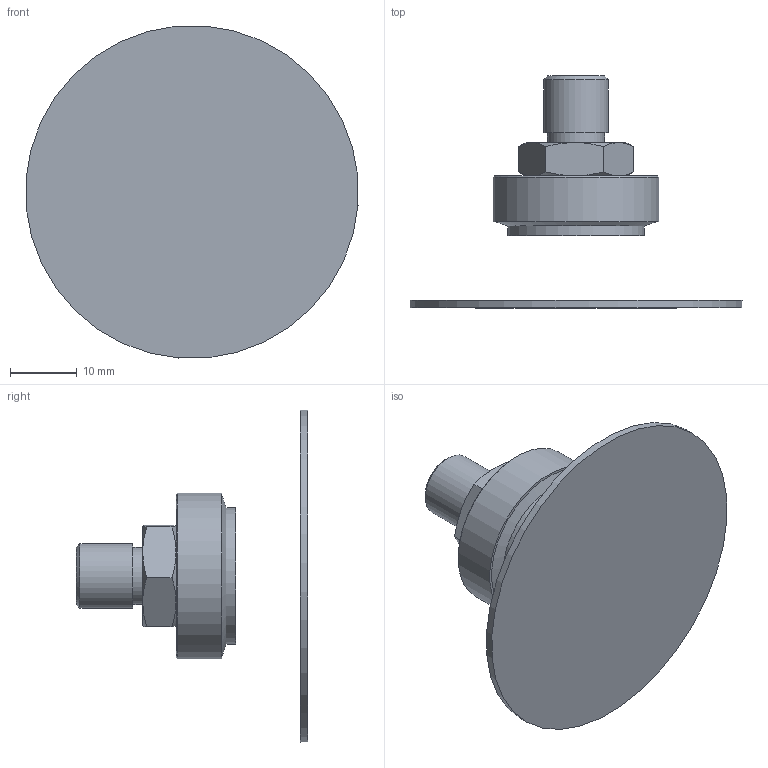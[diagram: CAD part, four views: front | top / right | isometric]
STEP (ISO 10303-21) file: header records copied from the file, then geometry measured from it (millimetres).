
FILE_DESCRIPTION(/* description */ (''),/* implementation_level */ '2;1');
FILE_NAME(/* name */ 'vc50sb_rac7r1-8m.stp',/* time_stamp */ '2020-09-21T12:46:42+02:00',/* author */ ('enginyeria'),/* organization */ (''),/* preprocessor_version */ 'ST-DEVELOPER v17.2',/* originating_system */ 'Autodesk Inventor 2019',/* authorisation */ '');
FILE_SCHEMA (('CONFIG_CONTROL_DESIGN'));
Length unit declared in the file: millimetre
Products named in the file (1): vc50sb_rac7r1-8m
Bounding box: 49.84 x 34.8 x 49.84 mm (x, y, z)
Volume: 17639.9 mm3; surface area: 6287.9 mm2
Topology: 1 solids, 1 shells, 36 faces, 82 edges, 53 vertices
Faces by surface type: cone 17, plane 13, cylinder 6
Full cylindrical faces by diameter (mm): 5 x1, 8.566 x1, 9.728 x1, 20.6 x1, 25 x1, 50 x1
Entity records: 1098 total; most frequent: CARTESIAN_POINT 220, DIRECTION 173, ORIENTED_EDGE 164, EDGE_CURVE 82, AXIS2_PLACEMENT_3D 78, VERTEX_POINT 53, EDGE_LOOP 41, CIRCLE 41
